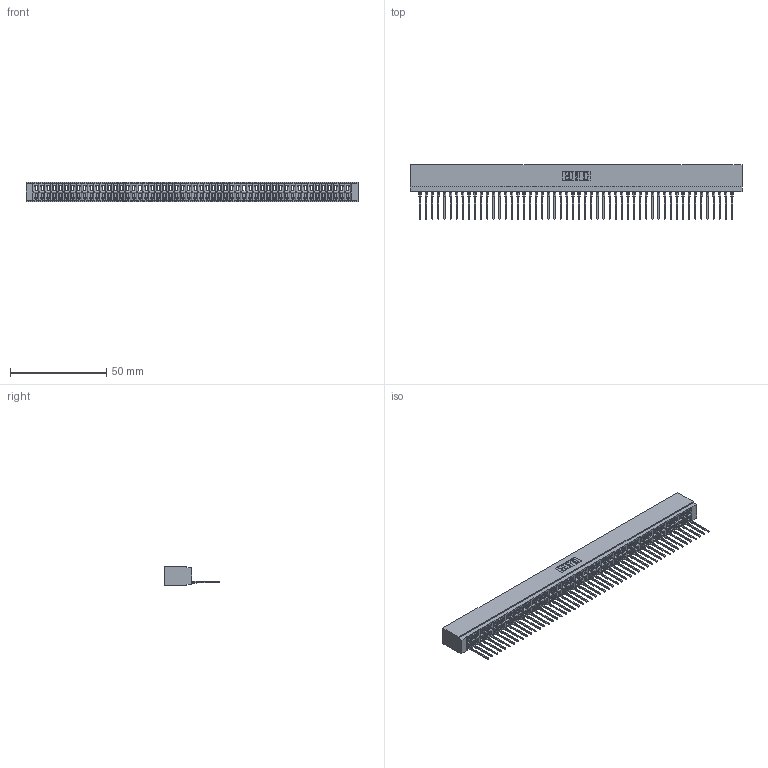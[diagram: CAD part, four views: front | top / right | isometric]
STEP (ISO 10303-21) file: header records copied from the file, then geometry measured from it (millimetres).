
FILE_DESCRIPTION (( 'STEP AP203' ), '1' );
FILE_NAME ('726-052-545-101.STEP', '2020-05-28T08:53:01', ( '' ), ( '' ), 'SwSTEP 2.0', 'SolidWorks 2020', '' );
FILE_SCHEMA (( 'CONFIG_CONTROL_DESIGN' ));
Products named in the file (3): 726 Part_.515 Slot Depth - 01; 746-292-001_545; 726-052-545-101
Assembly tree (53 placements, depth 2):
  726-052-545-101
    726 Part_.515 Slot Depth - 01
    746-292-001_545  x52
Bounding box: 172.34 x 28.18 x 9.91 mm (x, y, z)
Volume: 15473.9 mm3; surface area: 24490.9 mm2
Topology: 53 solids, 53 shells, 5713 faces, 16227 edges, 10419 vertices
Faces by surface type: plane 3331, bspline 1040, cylinder 1030, torus 312
Entity records: 77171 total; most frequent: CARTESIAN_POINT 15533, ORIENTED_EDGE 13584, DIRECTION 11220, EDGE_CURVE 6792, VECTOR 6088, LINE 6088, VERTEX_POINT 4503, AXIS2_PLACEMENT_3D 2566
